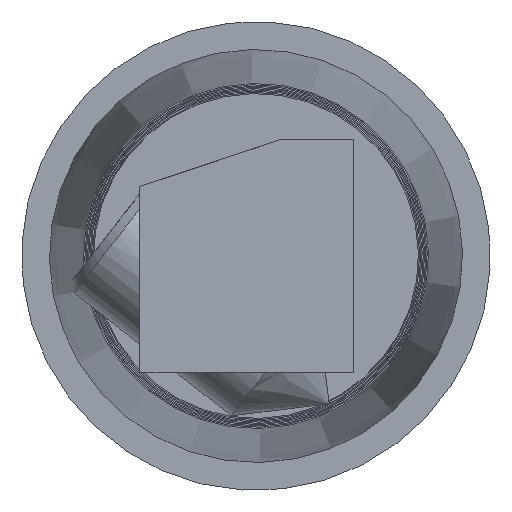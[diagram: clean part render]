
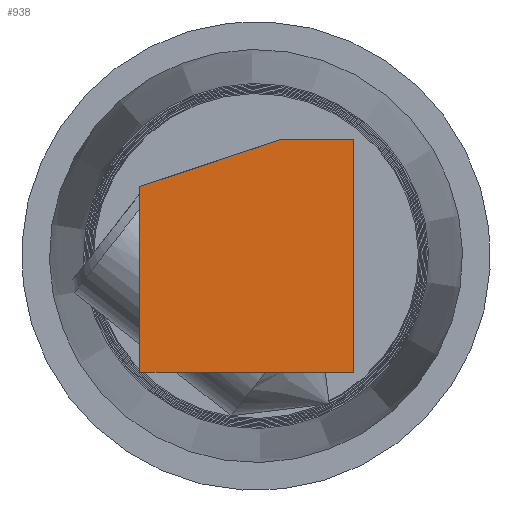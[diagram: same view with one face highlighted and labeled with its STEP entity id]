
A CAD part, left-side view. The second image highlights one B-rep face of the part: STEP entity #938.
In plain terms, the highlighted planar face has unit normal (-1, 0, 0).
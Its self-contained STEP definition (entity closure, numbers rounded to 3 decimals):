
#546=CARTESIAN_POINT('',(0.0,0.0,-5.0));
#547=VERTEX_POINT('',#546);
#554=CARTESIAN_POINT('',(0.0,4.6,-5.0));
#555=VERTEX_POINT('',#554);
#556=CARTESIAN_POINT('',(0.0,4.6,-5.0));
#557=DIRECTION('',(0.0,-1.0,0.0));
#558=VECTOR('',#557,4.6);
#559=LINE('',#556,#558);
#560=EDGE_CURVE('',#555,#547,#559,.T.);
#630=CARTESIAN_POINT('',(0.,4.6,-1.0));
#631=VERTEX_POINT('',#630);
#632=CARTESIAN_POINT('',(0.,4.6,-1.0));
#633=DIRECTION('',(0.0,0.0,-1.0));
#634=VECTOR('',#633,4.0);
#635=LINE('',#632,#634);
#636=EDGE_CURVE('',#631,#555,#635,.T.);
#860=CARTESIAN_POINT('',(0.,1.6,0.0));
#861=VERTEX_POINT('',#860);
#862=CARTESIAN_POINT('',(0.,1.6,0.0));
#863=DIRECTION('',(0.0,0.949,-0.316));
#864=VECTOR('',#863,3.162);
#865=LINE('',#862,#864);
#866=EDGE_CURVE('',#861,#631,#865,.T.);
#914=CARTESIAN_POINT('',(0.0,4.6,0.0));
#915=DIRECTION('',(-1.0,0.0,0.0));
#916=DIRECTION('',(0.0,0.0,1.0));
#917=AXIS2_PLACEMENT_3D('',#914,#915,#916);
#918=PLANE('',#917);
#919=ORIENTED_EDGE('',*,*,#866,.T.);
#920=ORIENTED_EDGE('',*,*,#636,.T.);
#921=ORIENTED_EDGE('',*,*,#560,.T.);
#922=CARTESIAN_POINT('',(0.0,0.0,0.0));
#923=VERTEX_POINT('',#922);
#924=CARTESIAN_POINT('',(0.0,0.0,0.0));
#925=DIRECTION('',(0.0,0.0,-1.0));
#926=VECTOR('',#925,5.0);
#927=LINE('',#924,#926);
#928=EDGE_CURVE('',#923,#547,#927,.T.);
#929=ORIENTED_EDGE('',*,*,#928,.F.);
#930=CARTESIAN_POINT('',(0.,1.6,0.0));
#931=DIRECTION('',(0.0,-1.0,0.0));
#932=VECTOR('',#931,1.6);
#933=LINE('',#930,#932);
#934=EDGE_CURVE('',#861,#923,#933,.T.);
#935=ORIENTED_EDGE('',*,*,#934,.F.);
#936=EDGE_LOOP('',(#919,#920,#921,#929,#935));
#937=FACE_OUTER_BOUND('',#936,.T.);
#938=ADVANCED_FACE('',(#937),#918,.T.);
